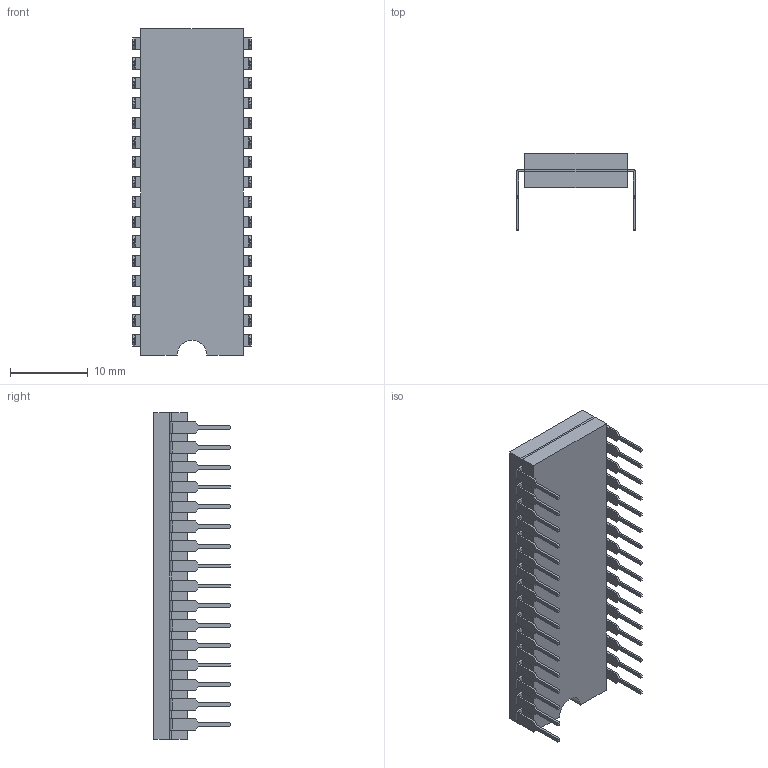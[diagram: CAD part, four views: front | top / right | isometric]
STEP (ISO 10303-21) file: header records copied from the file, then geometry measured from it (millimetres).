
FILE_DESCRIPTION (( 'STEP AP214' ), '1' );
FILE_NAME ('M27C1001-12F6.STEP', '2024-01-24T14:40:44', ( 'LENOVO' ), ( '' ), 'SwSTEP 2.0', 'SolidWorks 2021', '' );
FILE_SCHEMA (( 'AUTOMOTIVE_DESIGN' ));
Length unit declared in the file: millimetre
Products named in the file (1): M27C1001-12F6
Bounding box: 15.26 x 9.82 x 41.88 mm (x, y, z)
Volume: 2419 mm3; surface area: 4465.3 mm2
Topology: 35 solids, 35 shells, 542 faces, 1413 edges, 942 vertices
Faces by surface type: plane 470, cylinder 72
Entity records: 16752 total; most frequent: CARTESIAN_POINT 2898, ORIENTED_EDGE 2826, DIRECTION 2643, EDGE_CURVE 1413, VECTOR 1269, LINE 1269, VERTEX_POINT 942, AXIS2_PLACEMENT_3D 687
